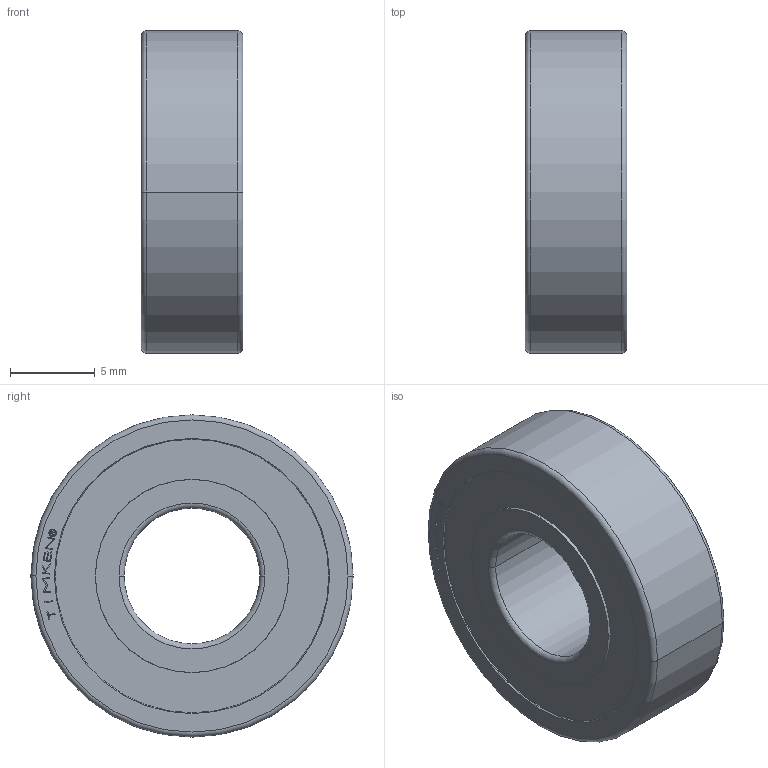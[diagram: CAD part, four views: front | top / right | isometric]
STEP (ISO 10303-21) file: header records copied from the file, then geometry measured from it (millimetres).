
FILE_DESCRIPTION(('starvars output'),'1');
FILE_NAME('619_8-2RS.stp','10:56:10 2023/02/28',('TraceParts'),(' '),'Spatial InterOp 3D',' ',' ');
FILE_SCHEMA(('AUTOMOTIVE_DESIGN { 1 0 10303 214 3 1 1 }'));
Length unit declared in the file: millimetre
Products named in the file (1): 1
Bounding box: 6 x 19 x 19 mm (x, y, z)
Volume: 1079.9 mm3; surface area: 2075.8 mm2
Topology: 1 solids, 1 shells, 504 faces, 1448 edges, 964 vertices
Faces by surface type: plane 336, torus 64, cylinder 52, sphere 48, cone 4
Entity records: 22597 total; most frequent: CARTESIAN_POINT 5485, ORIENTED_EDGE 2896, DIRECTION 2454, EDGE_CURVE 1448, VERTEX_POINT 964, LINE 924, VECTOR 924, AXIS2_PLACEMENT_3D 765
